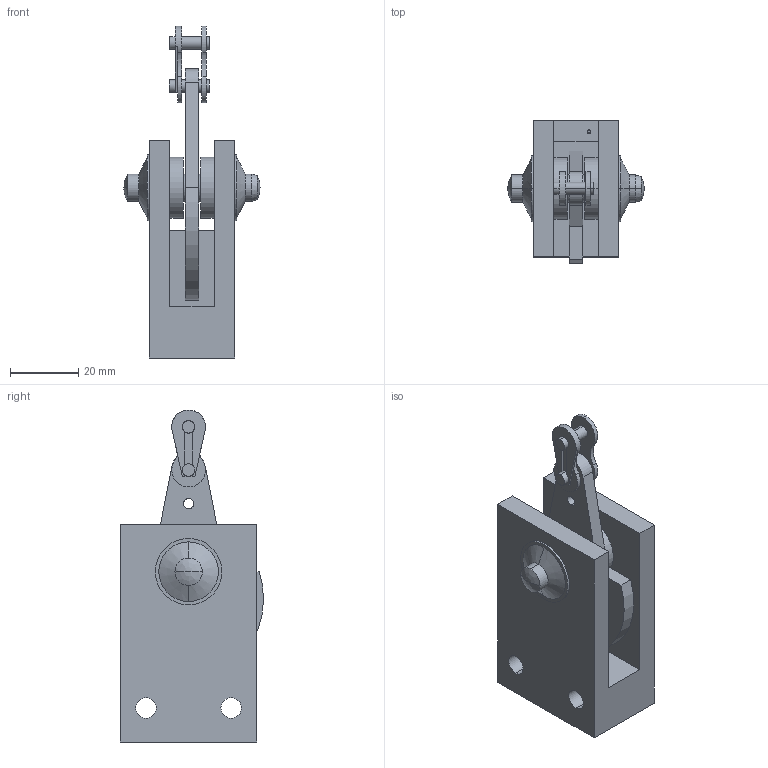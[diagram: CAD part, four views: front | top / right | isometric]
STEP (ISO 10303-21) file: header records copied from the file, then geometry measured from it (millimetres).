
FILE_DESCRIPTION (( 'STEP AP214' ), '1' );
FILE_NAME ('6540014', '2019-01-31T12:06:17', ( '' ), ('JUGARD+KÜNSTNER GmbH'), 'SwSTEP 2.0', 'SolidWorks 2017', '' );
FILE_SCHEMA (( 'AUTOMOTIVE_DESIGN' ));
Length unit declared in the file: millimetre
Products named in the file (1): 6540014_CNAJF00
Bounding box: 40 x 42 x 97.48 mm (x, y, z)
Volume: 48474.6 mm3; surface area: 21361.4 mm2
Topology: 2 solids, 2 shells, 123 faces, 297 edges, 192 vertices
Faces by surface type: cylinder 61, plane 48, cone 10, bspline 4
Entity records: 3726 total; most frequent: DIRECTION 679, CARTESIAN_POINT 675, ORIENTED_EDGE 586, EDGE_CURVE 293, AXIS2_PLACEMENT_3D 268, VERTEX_POINT 192, EDGE_LOOP 153, CIRCLE 148
